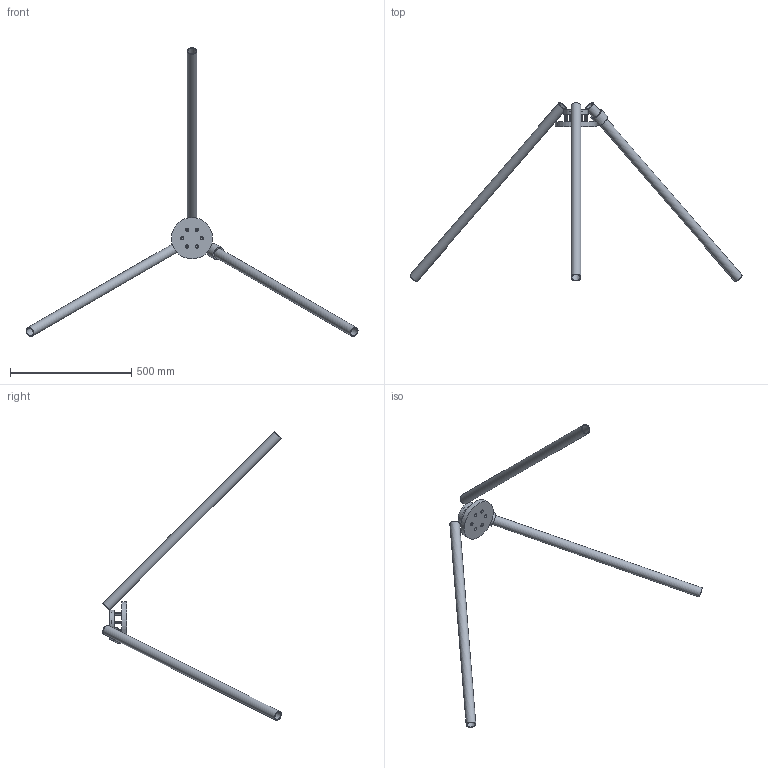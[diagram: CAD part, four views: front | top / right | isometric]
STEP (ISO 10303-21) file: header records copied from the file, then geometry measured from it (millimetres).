
FILE_DESCRIPTION(/* description */ (''),/* implementation_level */ '2;1');
FILE_NAME(/* name */ 'OpenTripod v1.step',/* time_stamp */ '2024-08-24T18:05:11+10:00',/* author */ (''),/* organization */ (''),/* preprocessor_version */ 'ST-DEVELOPER v20',/* originating_system */ 'Autodesk Translation Framework v13.14.0.145',/* authorisation */ '');
FILE_SCHEMA (('AUTOMOTIVE_DESIGN { 1 0 10303 214 3 1 1 }'));
Length unit declared in the file: millimetre
Products named in the file (1): OpenTripod
Bounding box: 1367.46 x 735.39 x 1189.71 mm (x, y, z)
Volume: 1635916.7 mm3; surface area: 804242.9 mm2
Topology: 12 solids, 12 shells, 107 faces, 213 edges, 142 vertices
Faces by surface type: plane 72, cylinder 35
Full cylindrical faces by diameter (mm): 8.5 x12, 14 x12, 34 x3, 40 x3, 42 x1, 56 x1, 60 x1, 100 x1, 170 x1
Entity records: 2867 total; most frequent: DIRECTION 499, CARTESIAN_POINT 463, ORIENTED_EDGE 426, EDGE_CURVE 213, AXIS2_PLACEMENT_3D 178, EDGE_LOOP 153, LINE 143, VECTOR 143
